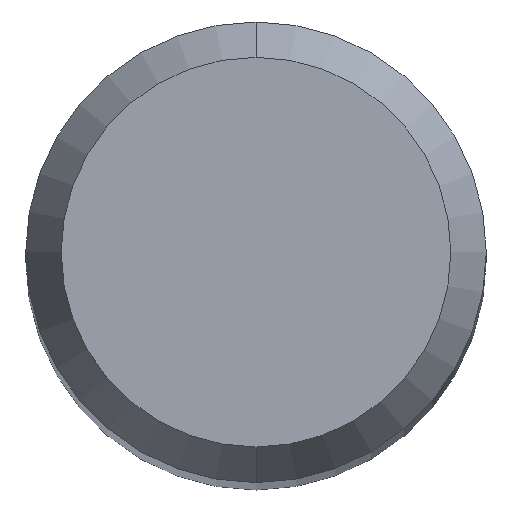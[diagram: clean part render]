
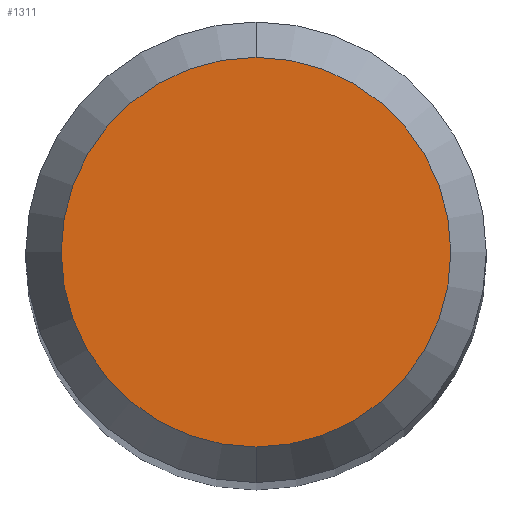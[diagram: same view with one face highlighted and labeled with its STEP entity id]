
A CAD part, top view. The second image highlights one B-rep face of the part: STEP entity #1311.
In plain terms, the highlighted planar face has unit normal (0, 0, 1).
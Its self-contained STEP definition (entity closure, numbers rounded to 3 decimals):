
#975=VERTEX_POINT('',#1972);
#991=EDGE_CURVE('',#975,#1051,#1988,.T.);
#1019=EDGE_CURVE('',#1051,#975,#2020,.T.);
#1051=VERTEX_POINT('',#2056);
#1311=ADVANCED_FACE('',(#2338),#2339,.T.);
#1972=CARTESIAN_POINT('',(0.0,2.538,0.0));
#1988=CIRCLE('',#7112,2.538);
#2020=CIRCLE('',#7700,2.538);
#2056=CARTESIAN_POINT('',(0.,-2.538,0.0));
#2338=FACE_OUTER_BOUND('',#10161,.T.);
#2339=PLANE('',#10162);
#7112=AXIS2_PLACEMENT_3D('',#11716,#11717,#11718);
#7700=AXIS2_PLACEMENT_3D('',#11744,#11745,#11746);
#10161=EDGE_LOOP('',(#12076,#12077));
#10162=AXIS2_PLACEMENT_3D('',#12078,#12079,#12080);
#11716=CARTESIAN_POINT('',(0.0,0.0,0.0));
#11717=DIRECTION('',(0.0,0.0,-1.0));
#11718=DIRECTION('',(0.0,1.0,0.0));
#11744=CARTESIAN_POINT('',(0.0,0.0,0.0));
#11745=DIRECTION('',(0.0,0.0,-1.0));
#11746=DIRECTION('',(0.0,1.0,0.0));
#12076=ORIENTED_EDGE('',*,*,#991,.F.);
#12077=ORIENTED_EDGE('',*,*,#1019,.F.);
#12078=CARTESIAN_POINT('',(0.0,1.269,0.0));
#12079=DIRECTION('',(-0.0,0.0,1.0));
#12080=DIRECTION('',(0.0,-1.0,0.0));
